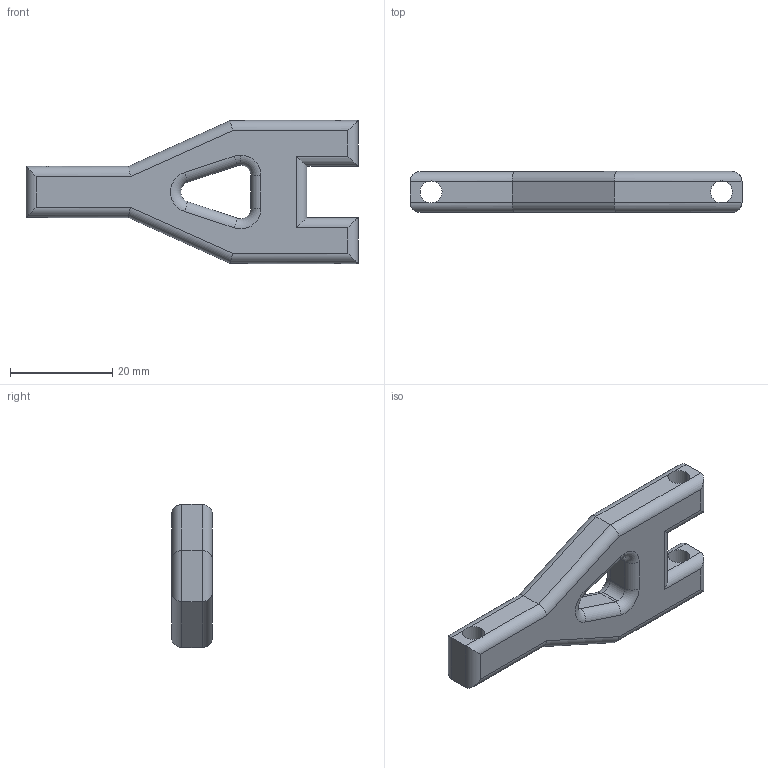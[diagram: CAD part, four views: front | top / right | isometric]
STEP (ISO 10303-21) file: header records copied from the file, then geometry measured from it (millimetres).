
FILE_DESCRIPTION (( 'STEP AP203' ), '1' );
FILE_NAME ('Suspension Arm DRIVING WHEEL.STEP', '2025-12-09T16:42:52', ( '' ), ( '' ), 'SwSTEP 2.0', 'SolidWorks 2025', '' );
FILE_SCHEMA (( 'CONFIG_CONTROL_DESIGN' ));
Length unit declared in the file: millimetre
Products named in the file (1): Suspension Arm DRIVING WHEEL
Bounding box: 65 x 8 x 28 mm (x, y, z)
Volume: 7854.6 mm3; surface area: 3907.9 mm2
Topology: 1 solids, 1 shells, 71 faces, 189 edges, 114 vertices
Faces by surface type: cylinder 40, plane 23, torus 8
Entity records: 2378 total; most frequent: CARTESIAN_POINT 587, ORIENTED_EDGE 378, DIRECTION 353, EDGE_CURVE 189, AXIS2_PLACEMENT_3D 128, VERTEX_POINT 114, LINE 97, VECTOR 97
